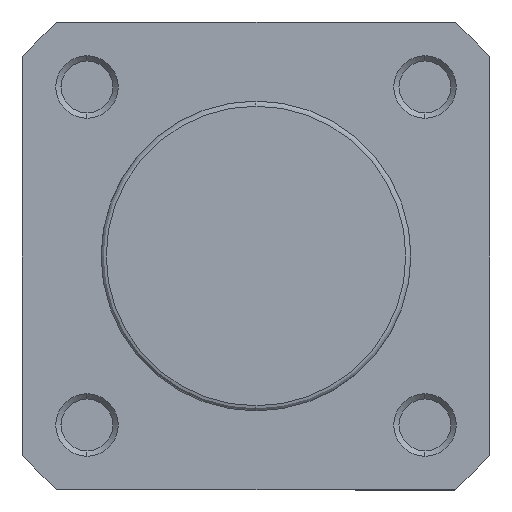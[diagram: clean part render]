
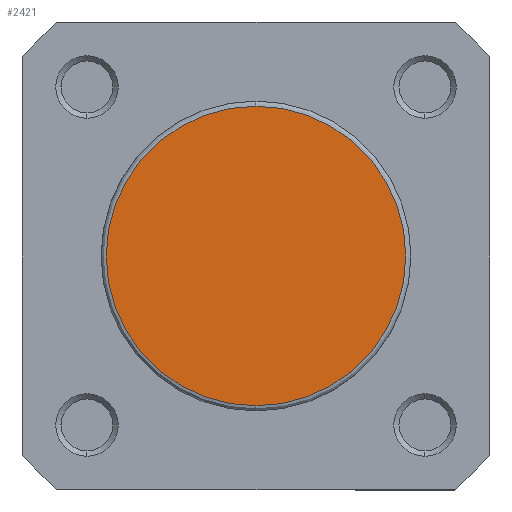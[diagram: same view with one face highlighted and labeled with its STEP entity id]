
A CAD part, left-side view. The second image highlights one B-rep face of the part: STEP entity #2421.
In plain terms, the highlighted planar face has unit normal (-1, 0, 0).
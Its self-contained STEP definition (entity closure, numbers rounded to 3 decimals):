
#205 = CIRCLE ( 'NONE', #4455, 14.4 ) ;
#1050 = CIRCLE ( 'NONE', #1260, 14.4 ) ;
#1260 = AXIS2_PLACEMENT_3D ( 'NONE', #1816, #1819, #1820 ) ;
#1816 = CARTESIAN_POINT ( 'NONE',  ( 0., 0., 0. ) ) ;
#1819 = DIRECTION ( 'NONE',  ( -1., 0., 0. ) ) ;
#1820 = DIRECTION ( 'NONE',  ( 0., 0., 1. ) ) ;
#1978 = CARTESIAN_POINT ( 'NONE',  ( 0., 0., 14.4 ) ) ;
#1979 = CARTESIAN_POINT ( 'NONE',  ( 0., 0., -14.4 ) ) ;
#2421 = ADVANCED_FACE ( 'NONE', ( #3691 ), #4710, .T. ) ;
#2915 = ORIENTED_EDGE ( 'NONE', *, *, #4244, .T. ) ;
#2916 = ORIENTED_EDGE ( 'NONE', *, *, #3749, .T. ) ;
#3261 = EDGE_LOOP ( 'NONE', ( #2915, #2916 ) ) ;
#3691 = FACE_OUTER_BOUND ( 'NONE', #3261, .T. ) ;
#3749 = EDGE_CURVE ( 'NONE', #6065, #6064, #205, .T. ) ;
#4244 = EDGE_CURVE ( 'NONE', #6064, #6065, #1050, .T. ) ;
#4374 = AXIS2_PLACEMENT_3D ( 'NONE', #4709, #4711, #4712 ) ;
#4455 = AXIS2_PLACEMENT_3D ( 'NONE', #5209, #5210, #5211 ) ;
#4709 = CARTESIAN_POINT ( 'NONE',  ( 0., -14.9, 0. ) ) ;
#4710 = PLANE ( 'NONE',  #4374 ) ;
#4711 = DIRECTION ( 'NONE',  ( -1., 0., 0. ) ) ;
#4712 = DIRECTION ( 'NONE',  ( 0., 0., 1. ) ) ;
#5209 = CARTESIAN_POINT ( 'NONE',  ( 0., 0., 0. ) ) ;
#5210 = DIRECTION ( 'NONE',  ( -1., 0., 0. ) ) ;
#5211 = DIRECTION ( 'NONE',  ( 0., 0., 1. ) ) ;
#6064 = VERTEX_POINT ( 'NONE', #1978 ) ;
#6065 = VERTEX_POINT ( 'NONE', #1979 ) ;
